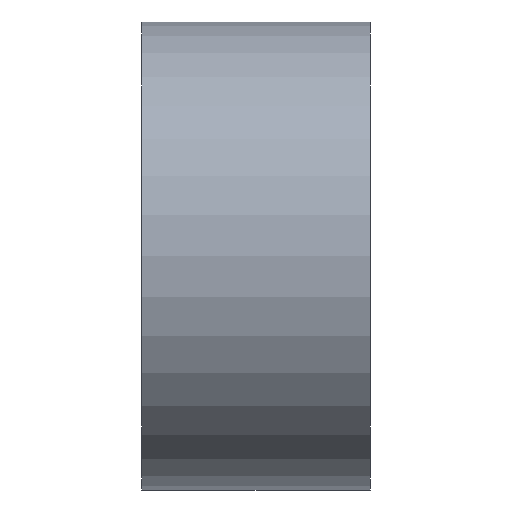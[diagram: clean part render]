
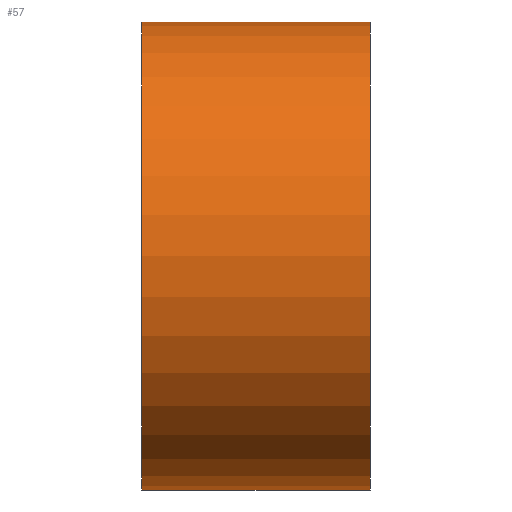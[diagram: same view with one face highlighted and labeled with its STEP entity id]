
A CAD part, front view. The second image highlights one B-rep face of the part: STEP entity #57.
In plain terms, the highlighted cylindrical face has radius 22.5 mm (diameter 45 mm), a partial arc.
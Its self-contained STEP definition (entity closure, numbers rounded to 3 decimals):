
#16 = EDGE_CURVE ( 'NONE', #235, #198, #359, .T. ) ;
#25 = AXIS2_PLACEMENT_3D ( 'NONE', #305, #348, #453 ) ;
#34 = ORIENTED_EDGE ( 'NONE', *, *, #414, .F. ) ;
#57 = ADVANCED_FACE ( 'NONE', ( #286 ), #319, .T. ) ;
#74 = DIRECTION ( 'NONE',  ( 0., 0., 1. ) ) ;
#83 = AXIS2_PLACEMENT_3D ( 'NONE', #367, #409, #173 ) ;
#91 = EDGE_CURVE ( 'NONE', #194, #198, #433, .T. ) ;
#93 = CARTESIAN_POINT ( 'NONE',  ( 0., -22.5, 22.5 ) ) ;
#141 = VERTEX_POINT ( 'NONE', #181 ) ;
#151 = EDGE_LOOP ( 'NONE', ( #34, #478, #375, #435 ) ) ;
#173 = DIRECTION ( 'NONE',  ( 0., 0., 1. ) ) ;
#181 = CARTESIAN_POINT ( 'NONE',  ( 22., -22.5, -22.5 ) ) ;
#194 = VERTEX_POINT ( 'NONE', #219 ) ;
#197 = CARTESIAN_POINT ( 'NONE',  ( 22., -22.5, 22.5 ) ) ;
#198 = VERTEX_POINT ( 'NONE', #93 ) ;
#202 = VECTOR ( 'NONE', #279, 1000. ) ;
#208 = LINE ( 'NONE', #394, #202 ) ;
#219 = CARTESIAN_POINT ( 'NONE',  ( 0., -22.5, -22.5 ) ) ;
#235 = VERTEX_POINT ( 'NONE', #197 ) ;
#248 = AXIS2_PLACEMENT_3D ( 'NONE', #412, #296, #74 ) ;
#279 = DIRECTION ( 'NONE',  ( -1., 0., 0. ) ) ;
#286 = FACE_OUTER_BOUND ( 'NONE', #151, .T. ) ;
#296 = DIRECTION ( 'NONE',  ( -1., 0., 0. ) ) ;
#305 = CARTESIAN_POINT ( 'NONE',  ( 0., -22.5, 0. ) ) ;
#319 = CYLINDRICAL_SURFACE ( 'NONE', #83, 22.5 ) ;
#329 = DIRECTION ( 'NONE',  ( -1., 0., 0. ) ) ;
#348 = DIRECTION ( 'NONE',  ( -1., 0., 0. ) ) ;
#359 = LINE ( 'NONE', #484, #386 ) ;
#367 = CARTESIAN_POINT ( 'NONE',  ( 0., -22.5, 0. ) ) ;
#375 = ORIENTED_EDGE ( 'NONE', *, *, #16, .T. ) ;
#386 = VECTOR ( 'NONE', #329, 1000. ) ;
#394 = CARTESIAN_POINT ( 'NONE',  ( 0., -22.5, -22.5 ) ) ;
#409 = DIRECTION ( 'NONE',  ( -1., 0., 0. ) ) ;
#412 = CARTESIAN_POINT ( 'NONE',  ( 22., -22.5, 0. ) ) ;
#414 = EDGE_CURVE ( 'NONE', #141, #194, #208, .T. ) ;
#433 = CIRCLE ( 'NONE', #25, 22.5 ) ;
#435 = ORIENTED_EDGE ( 'NONE', *, *, #91, .F. ) ;
#447 = CIRCLE ( 'NONE', #248, 22.5 ) ;
#453 = DIRECTION ( 'NONE',  ( 0., 0., 1. ) ) ;
#457 = EDGE_CURVE ( 'NONE', #141, #235, #447, .T. ) ;
#478 = ORIENTED_EDGE ( 'NONE', *, *, #457, .T. ) ;
#484 = CARTESIAN_POINT ( 'NONE',  ( 0., -22.5, 22.5 ) ) ;
